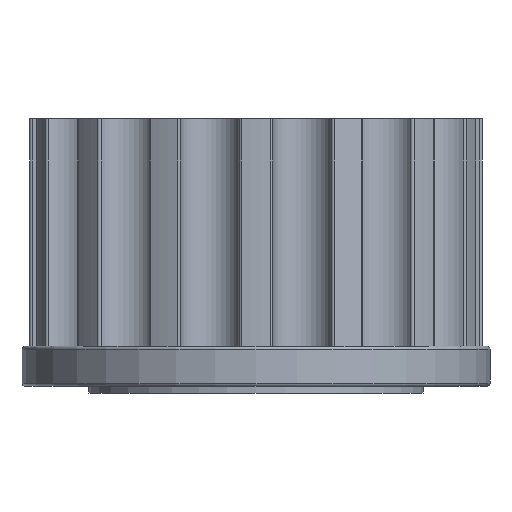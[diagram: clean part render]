
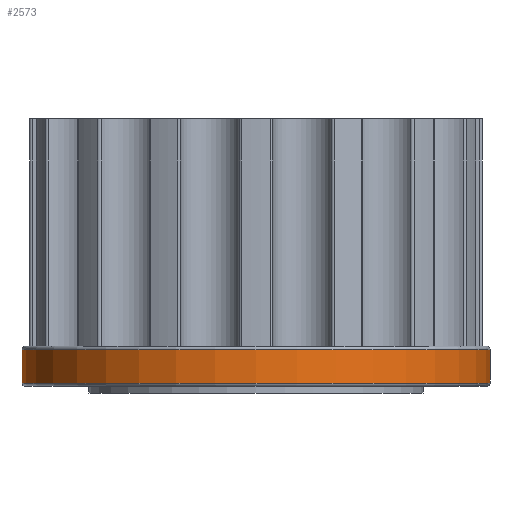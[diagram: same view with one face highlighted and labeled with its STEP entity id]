
A CAD part, front view. The second image highlights one B-rep face of the part: STEP entity #2573.
In plain terms, the highlighted cylindrical face has radius 7 mm (diameter 14 mm), a partial arc.
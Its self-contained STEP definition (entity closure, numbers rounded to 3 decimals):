
#28 = AXIS2_PLACEMENT_3D ( 'NONE', #2121, #2117, #2119 ) ;
#76 = AXIS2_PLACEMENT_3D ( 'NONE', #1824, #1825, #1826 ) ;
#77 = AXIS2_PLACEMENT_3D ( 'NONE', #1827, #1828, #1829 ) ;
#287 = EDGE_LOOP ( 'NONE', ( #1707, #1706, #1705, #1704 ) ) ;
#362 = VERTEX_POINT ( 'NONE', #551 ) ;
#409 = VERTEX_POINT ( 'NONE', #625 ) ;
#416 = VERTEX_POINT ( 'NONE', #617 ) ;
#417 = VERTEX_POINT ( 'NONE', #616 ) ;
#551 = CARTESIAN_POINT ( 'NONE',  ( -7., 0., -4.5 ) ) ;
#616 = CARTESIAN_POINT ( 'NONE',  ( 7., 0., -3.5 ) ) ;
#617 = CARTESIAN_POINT ( 'NONE',  ( 7., 0., -4.5 ) ) ;
#625 = CARTESIAN_POINT ( 'NONE',  ( -7., 0., -3.5 ) ) ;
#1192 = CIRCLE ( 'NONE', #77, 7. ) ;
#1196 = LINE ( 'NONE', #1864, #1204 ) ;
#1198 = VECTOR ( 'NONE', #1873, 1000. ) ;
#1204 = VECTOR ( 'NONE', #1871, 1000. ) ;
#1207 = CIRCLE ( 'NONE', #76, 7. ) ;
#1210 = LINE ( 'NONE', #1872, #1198 ) ;
#1264 = EDGE_CURVE ( 'NONE', #362, #416, #1207, .T. ) ;
#1265 = EDGE_CURVE ( 'NONE', #417, #409, #1192, .T. ) ;
#1280 = EDGE_CURVE ( 'NONE', #416, #417, #1196, .T. ) ;
#1281 = EDGE_CURVE ( 'NONE', #362, #409, #1210, .T. ) ;
#1517 = FACE_OUTER_BOUND ( 'NONE', #287, .T. ) ;
#1560 = CYLINDRICAL_SURFACE ( 'NONE', #28, 7. ) ;
#1704 = ORIENTED_EDGE ( 'NONE', *, *, #1265, .T. ) ;
#1705 = ORIENTED_EDGE ( 'NONE', *, *, #1280, .T. ) ;
#1706 = ORIENTED_EDGE ( 'NONE', *, *, #1264, .T. ) ;
#1707 = ORIENTED_EDGE ( 'NONE', *, *, #1281, .F. ) ;
#1824 = CARTESIAN_POINT ( 'NONE',  ( 0., 0., -4.5 ) ) ;
#1825 = DIRECTION ( 'NONE',  ( 0., 0., 1. ) ) ;
#1826 = DIRECTION ( 'NONE',  ( -1., 0., 0. ) ) ;
#1827 = CARTESIAN_POINT ( 'NONE',  ( 0., 0., -3.5 ) ) ;
#1828 = DIRECTION ( 'NONE',  ( 0., 0., -1. ) ) ;
#1829 = DIRECTION ( 'NONE',  ( -1., 0., 0. ) ) ;
#1864 = CARTESIAN_POINT ( 'NONE',  ( 7., 0., -4.6 ) ) ;
#1871 = DIRECTION ( 'NONE',  ( 0., 0., 1. ) ) ;
#1872 = CARTESIAN_POINT ( 'NONE',  ( -7., 0., -4.6 ) ) ;
#1873 = DIRECTION ( 'NONE',  ( 0., 0., 1. ) ) ;
#2117 = DIRECTION ( 'NONE',  ( 0., 0., 1. ) ) ;
#2119 = DIRECTION ( 'NONE',  ( 1., 0., 0. ) ) ;
#2121 = CARTESIAN_POINT ( 'NONE',  ( 0., 0., -4.6 ) ) ;
#2573 = ADVANCED_FACE ( 'NONE', ( #1517 ), #1560, .T. ) ;
